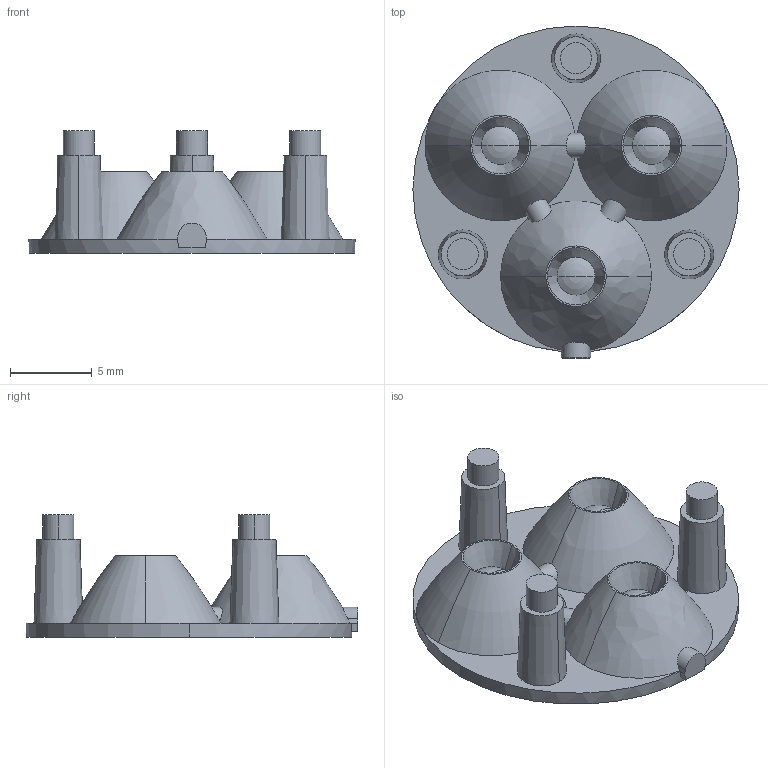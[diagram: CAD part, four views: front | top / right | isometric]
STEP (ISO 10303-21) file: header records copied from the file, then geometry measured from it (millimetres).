
FILE_DESCRIPTION((''),'2;1');
FILE_NAME('60524_3B','2016-06-07T',('SuttonP'),('Pet Mate Ltd'),'PRO/ENGINEER BY PARAMETRIC TECHNOLOGY CORPORATION, 2012130','PRO/ENGINEER BY PARAMETRIC TECHNOLOGY CORPORATION, 2012130','');
FILE_SCHEMA(('CONFIG_CONTROL_DESIGN'));
Length unit declared in the file: millimetre
Products named in the file (1): 60524_3B
Bounding box: 19.97 x 20.33 x 7.5 mm (x, y, z)
Volume: 805.4 mm3; surface area: 1011.5 mm2
Topology: 1 solids, 1 shells, 60 faces, 148 edges, 93 vertices
Faces by surface type: plane 24, cone 14, cylinder 10, revolution 6, sphere 6
Entity records: 1976 total; most frequent: CARTESIAN_POINT 543, DIRECTION 291, ORIENTED_EDGE 284, EDGE_CURVE 142, AXIS2_PLACEMENT_3D 120, VERTEX_POINT 93, EDGE_LOOP 69, CIRCLE 66
